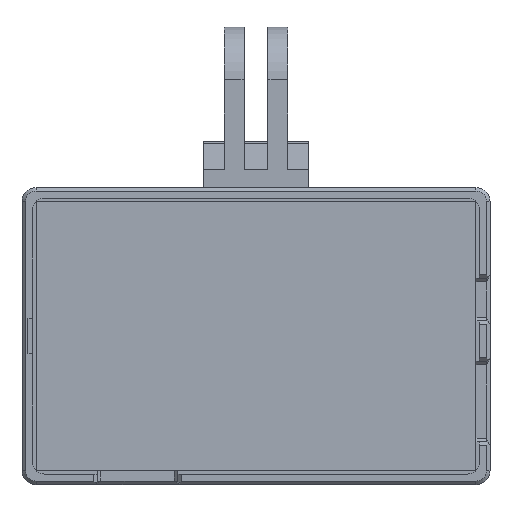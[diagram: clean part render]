
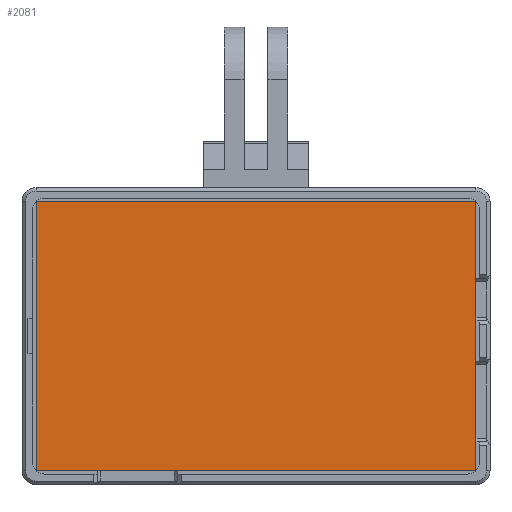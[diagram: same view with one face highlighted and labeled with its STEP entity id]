
A CAD part, top view. The second image highlights one B-rep face of the part: STEP entity #2081.
In plain terms, the highlighted planar face has unit normal (0, 0, 1).
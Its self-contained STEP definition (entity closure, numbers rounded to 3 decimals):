
#194=FACE_OUTER_BOUND('',#309,.T.);
#309=EDGE_LOOP('',(#1879,#1880,#1881,#1882));
#550=LINE('',#3366,#805);
#561=LINE('',#3388,#816);
#562=LINE('',#3391,#817);
#564=LINE('',#3394,#819);
#805=VECTOR('',#2767,10.);
#816=VECTOR('',#2794,10.);
#817=VECTOR('',#2797,10.);
#819=VECTOR('',#2801,10.);
#998=VERTEX_POINT('',#3363);
#999=VERTEX_POINT('',#3365);
#1002=VERTEX_POINT('',#3386);
#1003=VERTEX_POINT('',#3390);
#1282=EDGE_CURVE('',#998,#999,#550,.T.);
#1293=EDGE_CURVE('',#1002,#998,#561,.T.);
#1294=EDGE_CURVE('',#999,#1003,#562,.T.);
#1296=EDGE_CURVE('',#1003,#1002,#564,.T.);
#1879=ORIENTED_EDGE('',*,*,#1296,.F.);
#1880=ORIENTED_EDGE('',*,*,#1294,.F.);
#1881=ORIENTED_EDGE('',*,*,#1282,.F.);
#1882=ORIENTED_EDGE('',*,*,#1293,.F.);
#1970=PLANE('',#2245);
#2081=ADVANCED_FACE('',(#194),#1970,.F.);
#2245=AXIS2_PLACEMENT_3D('',#3395,#2802,#2803);
#2767=DIRECTION('',(-1.,0.,0.));
#2794=DIRECTION('',(0.,-1.,0.));
#2797=DIRECTION('',(0.,1.,0.));
#2801=DIRECTION('',(1.,0.,0.));
#2802=DIRECTION('center_axis',(0.,0.,-1.));
#2803=DIRECTION('ref_axis',(-1.,0.,0.));
#3363=CARTESIAN_POINT('',(134.6,86.8,1.6));
#3365=CARTESIAN_POINT('',(71.8,86.8,1.6));
#3366=CARTESIAN_POINT('',(134.6,86.8,1.6));
#3386=CARTESIAN_POINT('',(134.6,125.2,1.6));
#3388=CARTESIAN_POINT('',(134.6,125.2,1.6));
#3390=CARTESIAN_POINT('',(71.8,125.2,1.6));
#3391=CARTESIAN_POINT('',(71.8,86.8,1.6));
#3394=CARTESIAN_POINT('',(71.8,125.2,1.6));
#3395=CARTESIAN_POINT('Origin',(103.2,106.,1.6));
